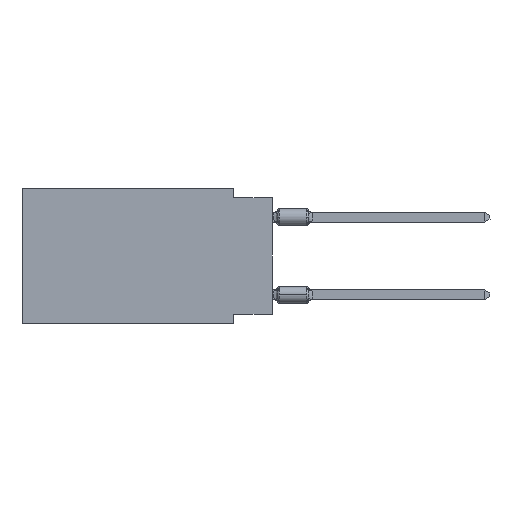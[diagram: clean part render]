
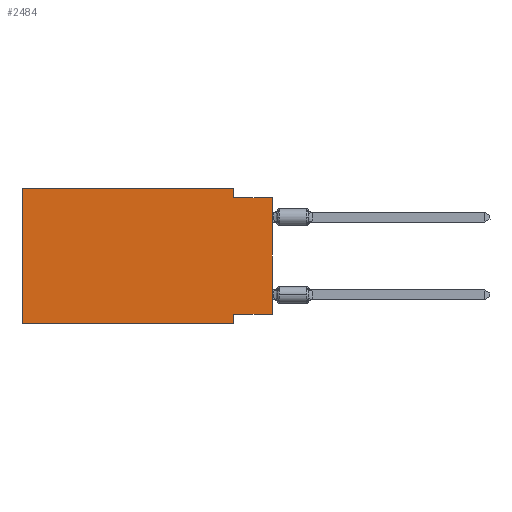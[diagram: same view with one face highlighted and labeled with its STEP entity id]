
A CAD part, left-side view. The second image highlights one B-rep face of the part: STEP entity #2484.
In plain terms, the highlighted planar face has unit normal (-1, 0, 0).
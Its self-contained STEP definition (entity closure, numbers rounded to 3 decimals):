
#170 = CARTESIAN_POINT ( 'NONE',  ( 0., 0., -0.635 ) ) ;
#174 = CARTESIAN_POINT ( 'NONE',  ( 0., 16.383, 0. ) ) ;
#267 = CARTESIAN_POINT ( 'NONE',  ( 0., 0., -8.255 ) ) ;
#435 = LINE ( 'NONE', #8173, #13032 ) ;
#586 = LINE ( 'NONE', #8590, #24462 ) ;
#734 = VECTOR ( 'NONE', #8301, 1000. ) ;
#1830 = CARTESIAN_POINT ( 'NONE',  ( 0., 2.54, 0. ) ) ;
#1925 = VERTEX_POINT ( 'NONE', #22053 ) ;
#2233 = LINE ( 'NONE', #267, #24499 ) ;
#2404 = CARTESIAN_POINT ( 'NONE',  ( 0., 16.383, -8.89 ) ) ;
#2484 = ADVANCED_FACE ( 'NONE', ( #17428 ), #9698, .F. ) ;
#4085 = ORIENTED_EDGE ( 'NONE', *, *, #17031, .F. ) ;
#4204 = ORIENTED_EDGE ( 'NONE', *, *, #25484, .F. ) ;
#4376 = DIRECTION ( 'NONE',  ( 0., -1., 0. ) ) ;
#5272 = ORIENTED_EDGE ( 'NONE', *, *, #25787, .F. ) ;
#5280 = VERTEX_POINT ( 'NONE', #12208 ) ;
#5513 = CARTESIAN_POINT ( 'NONE',  ( 0., 16.383, 0. ) ) ;
#6927 = ORIENTED_EDGE ( 'NONE', *, *, #19527, .F. ) ;
#7088 = CARTESIAN_POINT ( 'NONE',  ( 0., 16.383, -8.89 ) ) ;
#7453 = VERTEX_POINT ( 'NONE', #2404 ) ;
#7709 = VECTOR ( 'NONE', #21749, 1000. ) ;
#8064 = ORIENTED_EDGE ( 'NONE', *, *, #17085, .F. ) ;
#8168 = EDGE_CURVE ( 'NONE', #7453, #1925, #21193, .T. ) ;
#8173 = CARTESIAN_POINT ( 'NONE',  ( 0., 2.54, -8.89 ) ) ;
#8271 = DIRECTION ( 'NONE',  ( 0., 1., 0. ) ) ;
#8301 = DIRECTION ( 'NONE',  ( 0., 0., 1. ) ) ;
#8313 = LINE ( 'NONE', #174, #7709 ) ;
#8590 = CARTESIAN_POINT ( 'NONE',  ( 0., 2.54, 0. ) ) ;
#9584 = ORIENTED_EDGE ( 'NONE', *, *, #15365, .T. ) ;
#9698 = PLANE ( 'NONE',  #18327 ) ;
#9784 = ORIENTED_EDGE ( 'NONE', *, *, #20483, .F. ) ;
#10574 = EDGE_LOOP ( 'NONE', ( #9584, #8064, #9784, #4204, #5272, #11549, #4085, #6927 ) ) ;
#11373 = VERTEX_POINT ( 'NONE', #1830 ) ;
#11549 = ORIENTED_EDGE ( 'NONE', *, *, #8168, .T. ) ;
#12102 = DIRECTION ( 'NONE',  ( 0., 0., -1. ) ) ;
#12208 = CARTESIAN_POINT ( 'NONE',  ( 0., 2.54, -0.635 ) ) ;
#12776 = CARTESIAN_POINT ( 'NONE',  ( 0., 16.383, 0. ) ) ;
#13032 = VECTOR ( 'NONE', #12102, 1000. ) ;
#13138 = LINE ( 'NONE', #21344, #20232 ) ;
#13452 = VECTOR ( 'NONE', #4376, 1000. ) ;
#13498 = DIRECTION ( 'NONE',  ( 0., 0., -1. ) ) ;
#13508 = CARTESIAN_POINT ( 'NONE',  ( 0., 0., -8.255 ) ) ;
#13926 = LINE ( 'NONE', #170, #13452 ) ;
#15365 = EDGE_CURVE ( 'NONE', #23353, #24976, #16779, .T. ) ;
#16779 = LINE ( 'NONE', #18224, #734 ) ;
#16885 = VERTEX_POINT ( 'NONE', #17479 ) ;
#17031 = EDGE_CURVE ( 'NONE', #16885, #1925, #435, .T. ) ;
#17085 = EDGE_CURVE ( 'NONE', #5280, #24976, #13926, .T. ) ;
#17281 = CARTESIAN_POINT ( 'NONE',  ( 0., 0., -0.635 ) ) ;
#17428 = FACE_OUTER_BOUND ( 'NONE', #10574, .T. ) ;
#17479 = CARTESIAN_POINT ( 'NONE',  ( 0., 2.54, -8.255 ) ) ;
#17548 = DIRECTION ( 'NONE',  ( 1., 0., 0. ) ) ;
#17560 = DIRECTION ( 'NONE',  ( 0., 0., 1. ) ) ;
#18224 = CARTESIAN_POINT ( 'NONE',  ( 0., 0., 0. ) ) ;
#18327 = AXIS2_PLACEMENT_3D ( 'NONE', #5513, #17548, #13498 ) ;
#19527 = EDGE_CURVE ( 'NONE', #23353, #16885, #2233, .T. ) ;
#20232 = VECTOR ( 'NONE', #17560, 1000. ) ;
#20357 = VERTEX_POINT ( 'NONE', #12776 ) ;
#20483 = EDGE_CURVE ( 'NONE', #11373, #5280, #586, .T. ) ;
#20587 = DIRECTION ( 'NONE',  ( 0., 0., -1. ) ) ;
#21193 = LINE ( 'NONE', #7088, #23093 ) ;
#21344 = CARTESIAN_POINT ( 'NONE',  ( 0., 16.383, 0. ) ) ;
#21749 = DIRECTION ( 'NONE',  ( 0., -1., 0. ) ) ;
#22053 = CARTESIAN_POINT ( 'NONE',  ( 0., 2.54, -8.89 ) ) ;
#23093 = VECTOR ( 'NONE', #25107, 1000. ) ;
#23353 = VERTEX_POINT ( 'NONE', #13508 ) ;
#24462 = VECTOR ( 'NONE', #20587, 1000. ) ;
#24499 = VECTOR ( 'NONE', #8271, 1000. ) ;
#24976 = VERTEX_POINT ( 'NONE', #17281 ) ;
#25107 = DIRECTION ( 'NONE',  ( 0., -1., 0. ) ) ;
#25484 = EDGE_CURVE ( 'NONE', #20357, #11373, #8313, .T. ) ;
#25787 = EDGE_CURVE ( 'NONE', #7453, #20357, #13138, .T. ) ;
